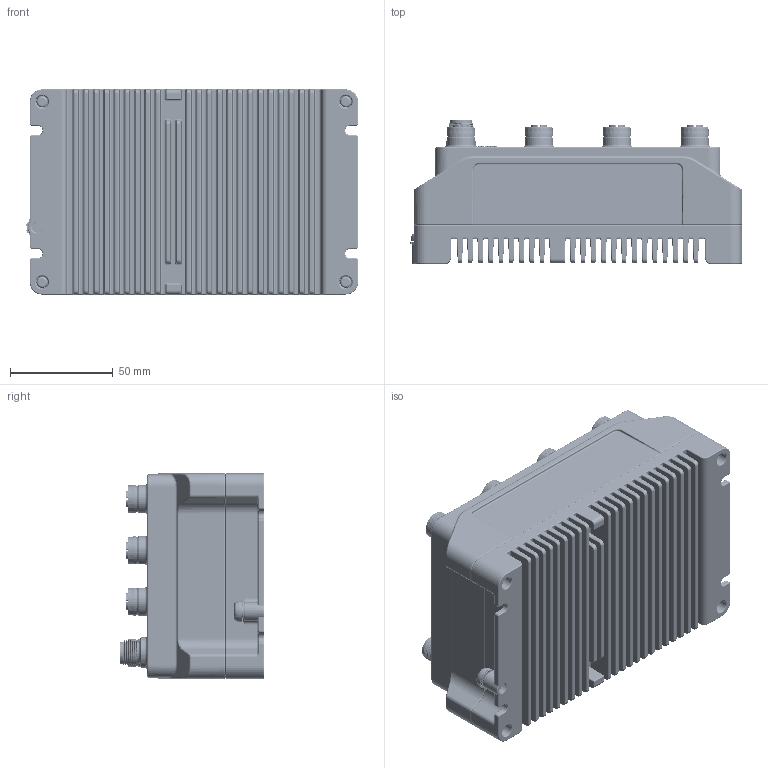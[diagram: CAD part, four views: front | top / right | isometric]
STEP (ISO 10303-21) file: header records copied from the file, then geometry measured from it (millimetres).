
FILE_DESCRIPTION (( 'STEP AP214' ), '1' );
FILE_NAME ('8GE Manged PoE PC Label for EKI-9508G-MPW-B(STEP).STEP', '2024-11-18T00:32:30', ( '' ), ( '' ), 'SwSTEP 2.0', 'SolidWorks 2022', '' );
FILE_SCHEMA (( 'AUTOMOTIVE_DESIGN' ));
Products named in the file (1): 8GE Manged PoE PC Label for EKI-9508G-MPW-B(STEP)
Bounding box: 161.84 x 70.48 x 100 mm (x, y, z)
Volume: 744968.3 mm3; surface area: 134445.3 mm2
Topology: 1 solids, 16 shells, 8448 faces, 22106 edges, 14369 vertices
Faces by surface type: plane 3348, bspline 2531, cylinder 2065, torus 306, cone 190, sphere 8
Entity records: 307488 total; most frequent: CARTESIAN_POINT 116777, ORIENTED_EDGE 44104, DIRECTION 32878, EDGE_CURVE 22052, VERTEX_POINT 14365, AXIS2_PLACEMENT_3D 11192, VECTOR 10494, LINE 10494
